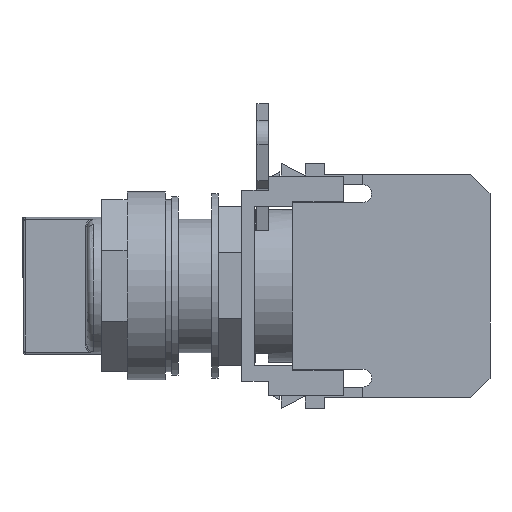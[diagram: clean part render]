
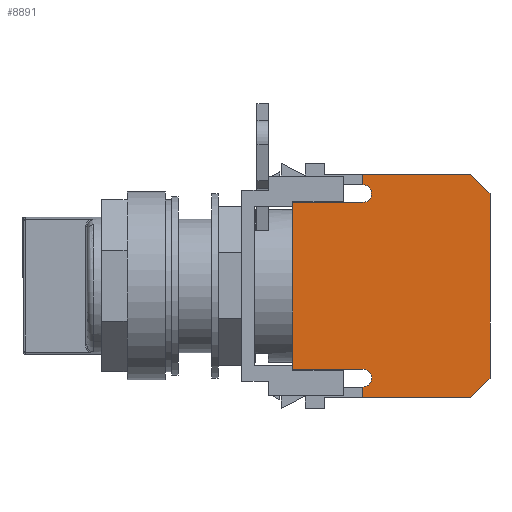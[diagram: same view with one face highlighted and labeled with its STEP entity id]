
A CAD part, left-side view. The second image highlights one B-rep face of the part: STEP entity #8891.
In plain terms, the highlighted planar face has unit normal (-1, 0, 0).
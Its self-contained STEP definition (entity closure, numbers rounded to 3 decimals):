
#13 = CIRCLE ( 'NONE', #5013, 1.4 ) ;
#176 = ORIENTED_EDGE ( 'NONE', *, *, #3954, .F. ) ;
#209 = DIRECTION ( 'NONE',  ( -1., 0., 0. ) ) ;
#242 = DIRECTION ( 'NONE',  ( -1., 0., 0. ) ) ;
#305 = CARTESIAN_POINT ( 'NONE',  ( -15., -23.7, -14.5 ) ) ;
#446 = VERTEX_POINT ( 'NONE', #7148 ) ;
#497 = EDGE_CURVE ( 'NONE', #6928, #8868, #6910, .T. ) ;
#516 = ORIENTED_EDGE ( 'NONE', *, *, #7955, .T. ) ;
#704 = VECTOR ( 'NONE', #1492, 1000. ) ;
#710 = VERTEX_POINT ( 'NONE', #5516 ) ;
#714 = VERTEX_POINT ( 'NONE', #8632 ) ;
#750 = CARTESIAN_POINT ( 'NONE',  ( -15., -23.7, -17.5 ) ) ;
#859 = CARTESIAN_POINT ( 'NONE',  ( -15., -25.1, 14.5 ) ) ;
#881 = DIRECTION ( 'NONE',  ( -1., 0., 0. ) ) ;
#973 = AXIS2_PLACEMENT_3D ( 'NONE', #9281, #881, #5431 ) ;
#1002 = VERTEX_POINT ( 'NONE', #1420 ) ;
#1265 = EDGE_CURVE ( 'NONE', #714, #446, #4215, .T. ) ;
#1273 = ORIENTED_EDGE ( 'NONE', *, *, #1265, .T. ) ;
#1420 = CARTESIAN_POINT ( 'NONE',  ( -15., -12.7, 13.1 ) ) ;
#1492 = DIRECTION ( 'NONE',  ( 0., 1., 0. ) ) ;
#1501 = CARTESIAN_POINT ( 'NONE',  ( -15., -43.7, -13.1 ) ) ;
#1526 = EDGE_CURVE ( 'NONE', #2562, #710, #6482, .T. ) ;
#1563 = CARTESIAN_POINT ( 'NONE',  ( -15., -23.7, -17.5 ) ) ;
#1608 = ORIENTED_EDGE ( 'NONE', *, *, #1694, .F. ) ;
#1619 = ORIENTED_EDGE ( 'NONE', *, *, #8553, .F. ) ;
#1694 = EDGE_CURVE ( 'NONE', #8556, #5500, #13, .T. ) ;
#1713 = EDGE_CURVE ( 'NONE', #3949, #1002, #4927, .T. ) ;
#1756 = VERTEX_POINT ( 'NONE', #8999 ) ;
#2013 = DIRECTION ( 'NONE',  ( 0., -1., 0. ) ) ;
#2109 = EDGE_CURVE ( 'NONE', #3746, #2562, #7688, .T. ) ;
#2359 = CARTESIAN_POINT ( 'NONE',  ( -15., -43.7, 14.5 ) ) ;
#2562 = VERTEX_POINT ( 'NONE', #1563 ) ;
#2749 = DIRECTION ( 'NONE',  ( -1., 0., 0. ) ) ;
#2861 = DIRECTION ( 'NONE',  ( 0., -0.707, 0.707 ) ) ;
#2980 = LINE ( 'NONE', #7695, #704 ) ;
#3000 = DIRECTION ( 'NONE',  ( 0., 0., 1. ) ) ;
#3054 = ORIENTED_EDGE ( 'NONE', *, *, #9591, .T. ) ;
#3164 = CARTESIAN_POINT ( 'NONE',  ( -15., -12.7, 13.1 ) ) ;
#3262 = CARTESIAN_POINT ( 'NONE',  ( -15., -40.7, 17.5 ) ) ;
#3282 = CARTESIAN_POINT ( 'NONE',  ( -15., -23.7, 14.5 ) ) ;
#3539 = VECTOR ( 'NONE', #7094, 1000. ) ;
#3746 = VERTEX_POINT ( 'NONE', #6961 ) ;
#3762 = EDGE_LOOP ( 'NONE', ( #6268, #5156, #3054, #8485, #5724, #1273, #176, #1619, #7565, #516, #6544, #1608, #7301, #5079 ) ) ;
#3789 = VECTOR ( 'NONE', #4456, 1000. ) ;
#3949 = VERTEX_POINT ( 'NONE', #8685 ) ;
#3954 = EDGE_CURVE ( 'NONE', #4523, #446, #4182, .T. ) ;
#4078 = DIRECTION ( 'NONE',  ( 0., -1., 0. ) ) ;
#4102 = VECTOR ( 'NONE', #3000, 1000. ) ;
#4126 = CIRCLE ( 'NONE', #9215, 1.4 ) ;
#4128 = FACE_OUTER_BOUND ( 'NONE', #3762, .T. ) ;
#4182 = CIRCLE ( 'NONE', #8123, 1.4 ) ;
#4215 = LINE ( 'NONE', #7327, #5419 ) ;
#4236 = LINE ( 'NONE', #1501, #4102 ) ;
#4456 = DIRECTION ( 'NONE',  ( 0., 0.707, 0.707 ) ) ;
#4489 = DIRECTION ( 'NONE',  ( 0., 0., -1. ) ) ;
#4523 = VERTEX_POINT ( 'NONE', #859 ) ;
#4697 = DIRECTION ( 'NONE',  ( -1., 0., 0. ) ) ;
#4722 = PLANE ( 'NONE',  #973 ) ;
#4917 = DIRECTION ( 'NONE',  ( 0., 0., -1. ) ) ;
#4921 = CARTESIAN_POINT ( 'NONE',  ( -15., -12.7, -13.1 ) ) ;
#4927 = LINE ( 'NONE', #3164, #6122 ) ;
#4954 = EDGE_CURVE ( 'NONE', #710, #1756, #7470, .T. ) ;
#5013 = AXIS2_PLACEMENT_3D ( 'NONE', #9336, #4697, #9260 ) ;
#5079 = ORIENTED_EDGE ( 'NONE', *, *, #2109, .T. ) ;
#5156 = ORIENTED_EDGE ( 'NONE', *, *, #4954, .T. ) ;
#5229 = LINE ( 'NONE', #5495, #3539 ) ;
#5318 = CIRCLE ( 'NONE', #9806, 1.4 ) ;
#5382 = DIRECTION ( 'NONE',  ( 0., -1., 0. ) ) ;
#5419 = VECTOR ( 'NONE', #4917, 1000. ) ;
#5431 = DIRECTION ( 'NONE',  ( 0., -1., 0. ) ) ;
#5495 = CARTESIAN_POINT ( 'NONE',  ( -15., -12.7, -13.1 ) ) ;
#5500 = VERTEX_POINT ( 'NONE', #9088 ) ;
#5516 = CARTESIAN_POINT ( 'NONE',  ( -15., -40.7, -17.5 ) ) ;
#5601 = DIRECTION ( 'NONE',  ( 0., -1., 0. ) ) ;
#5724 = ORIENTED_EDGE ( 'NONE', *, *, #6940, .T. ) ;
#5855 = VERTEX_POINT ( 'NONE', #4921 ) ;
#5869 = CARTESIAN_POINT ( 'NONE',  ( -15., -12.7, -13.1 ) ) ;
#6122 = VECTOR ( 'NONE', #7118, 1000. ) ;
#6268 = ORIENTED_EDGE ( 'NONE', *, *, #1526, .T. ) ;
#6482 = LINE ( 'NONE', #9223, #7092 ) ;
#6524 = DIRECTION ( 'NONE',  ( 0., 0., -1. ) ) ;
#6544 = ORIENTED_EDGE ( 'NONE', *, *, #8400, .T. ) ;
#6910 = LINE ( 'NONE', #7640, #3789 ) ;
#6928 = VERTEX_POINT ( 'NONE', #2359 ) ;
#6940 = EDGE_CURVE ( 'NONE', #8868, #714, #2980, .T. ) ;
#6961 = CARTESIAN_POINT ( 'NONE',  ( -15., -23.7, -15.9 ) ) ;
#7092 = VECTOR ( 'NONE', #5382, 1000. ) ;
#7094 = DIRECTION ( 'NONE',  ( 0., -1., 0. ) ) ;
#7118 = DIRECTION ( 'NONE',  ( 0., 1., 0. ) ) ;
#7148 = CARTESIAN_POINT ( 'NONE',  ( -15., -23.7, 15.9 ) ) ;
#7301 = ORIENTED_EDGE ( 'NONE', *, *, #7908, .F. ) ;
#7327 = CARTESIAN_POINT ( 'NONE',  ( -15., -23.7, -17.5 ) ) ;
#7422 = CARTESIAN_POINT ( 'NONE',  ( -15., -29.1, -29.1 ) ) ;
#7463 = CARTESIAN_POINT ( 'NONE',  ( -15., -23.7, 14.5 ) ) ;
#7470 = LINE ( 'NONE', #7422, #7597 ) ;
#7565 = ORIENTED_EDGE ( 'NONE', *, *, #1713, .T. ) ;
#7597 = VECTOR ( 'NONE', #2861, 1000. ) ;
#7640 = CARTESIAN_POINT ( 'NONE',  ( -15., -29.1, 29.1 ) ) ;
#7646 = LINE ( 'NONE', #5869, #9951 ) ;
#7688 = LINE ( 'NONE', #750, #9758 ) ;
#7695 = CARTESIAN_POINT ( 'NONE',  ( -15., -23.7, 17.5 ) ) ;
#7908 = EDGE_CURVE ( 'NONE', #3746, #8556, #5318, .T. ) ;
#7955 = EDGE_CURVE ( 'NONE', #1002, #5855, #7646, .T. ) ;
#8119 = CARTESIAN_POINT ( 'NONE',  ( -15., -25.1, -14.5 ) ) ;
#8123 = AXIS2_PLACEMENT_3D ( 'NONE', #3282, #242, #5601 ) ;
#8400 = EDGE_CURVE ( 'NONE', #5855, #5500, #5229, .T. ) ;
#8485 = ORIENTED_EDGE ( 'NONE', *, *, #497, .T. ) ;
#8553 = EDGE_CURVE ( 'NONE', #3949, #4523, #4126, .T. ) ;
#8556 = VERTEX_POINT ( 'NONE', #8119 ) ;
#8632 = CARTESIAN_POINT ( 'NONE',  ( -15., -23.7, 17.5 ) ) ;
#8685 = CARTESIAN_POINT ( 'NONE',  ( -15., -23.7, 13.1 ) ) ;
#8868 = VERTEX_POINT ( 'NONE', #3262 ) ;
#8891 = ADVANCED_FACE ( 'NONE', ( #4128 ), #4722, .T. ) ;
#8999 = CARTESIAN_POINT ( 'NONE',  ( -15., -43.7, -14.5 ) ) ;
#9088 = CARTESIAN_POINT ( 'NONE',  ( -15., -23.7, -13.1 ) ) ;
#9215 = AXIS2_PLACEMENT_3D ( 'NONE', #7463, #2749, #2013 ) ;
#9223 = CARTESIAN_POINT ( 'NONE',  ( -15., -23.7, -17.5 ) ) ;
#9260 = DIRECTION ( 'NONE',  ( 0., -1., 0. ) ) ;
#9281 = CARTESIAN_POINT ( 'NONE',  ( -15., 0., 0. ) ) ;
#9336 = CARTESIAN_POINT ( 'NONE',  ( -15., -23.7, -14.5 ) ) ;
#9591 = EDGE_CURVE ( 'NONE', #1756, #6928, #4236, .T. ) ;
#9758 = VECTOR ( 'NONE', #4489, 1000. ) ;
#9806 = AXIS2_PLACEMENT_3D ( 'NONE', #305, #209, #4078 ) ;
#9951 = VECTOR ( 'NONE', #6524, 1000. ) ;
